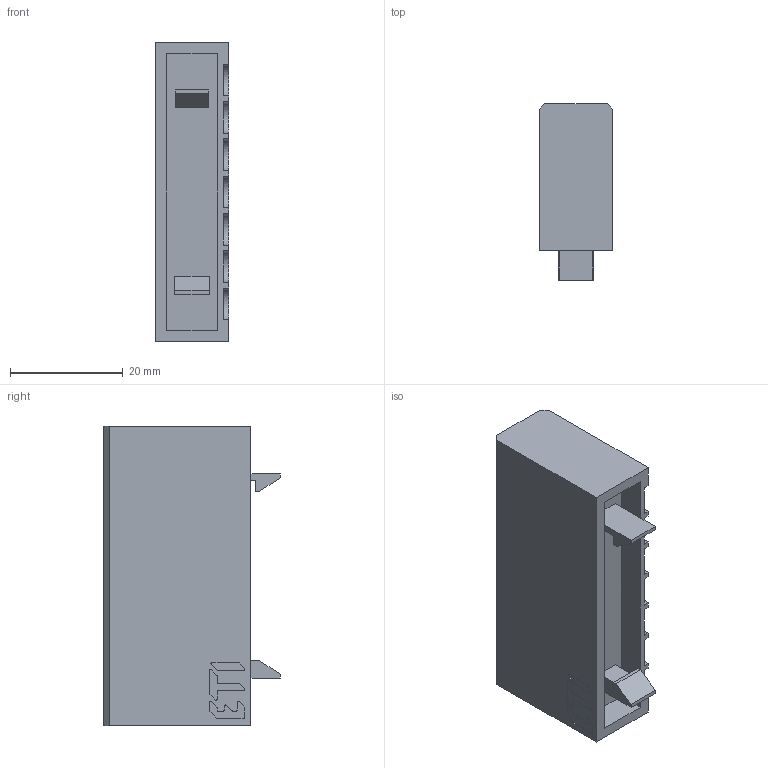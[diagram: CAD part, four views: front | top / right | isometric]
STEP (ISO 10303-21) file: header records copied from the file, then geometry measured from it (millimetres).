
FILE_DESCRIPTION((''),'2;1');
FILE_NAME('ASAD_ASM','2021-10-28T',('marketing.praksa'),('Audax d.o.o.'),'CREO PARAMETRIC BY PTC INC, 2017480','CREO PARAMETRIC BY PTC INC, 2017480','');
FILE_SCHEMA(('AUTOMOTIVE_DESIGN { 1 0 10303 214 1 1 1 1 }'));
Length unit declared in the file: millimetre
Products named in the file (5): PRT9581; WL-BASE_1_1_1; EBD_SCREW1_1_1_1_1_1_1_1_1_1_2; PRT9583; ASAD_ASM
Assembly tree (10 placements, depth 2):
  ASAD_ASM
    PRT9581
    WL-BASE_1_1_1
    EBD_SCREW1_1_1_1_1_1_1_1_1_1_2  x7
    PRT9583
Bounding box: 13 x 31.25 x 53 mm (x, y, z)
Volume: 9678.2 mm3; surface area: 11922.9 mm2
Topology: 12 solids, 12 shells, 350 faces, 989 edges, 664 vertices
Faces by surface type: plane 225, cylinder 125
Entity records: 12416 total; most frequent: CARTESIAN_POINT 1723, ORIENTED_EDGE 1402, DIRECTION 1353, PRESENTATION_STYLE_ASSIGNMENT 924, STYLED_ITEM 924, CURVE_STYLE 701, EDGE_CURVE 701, VERTEX_POINT 472
